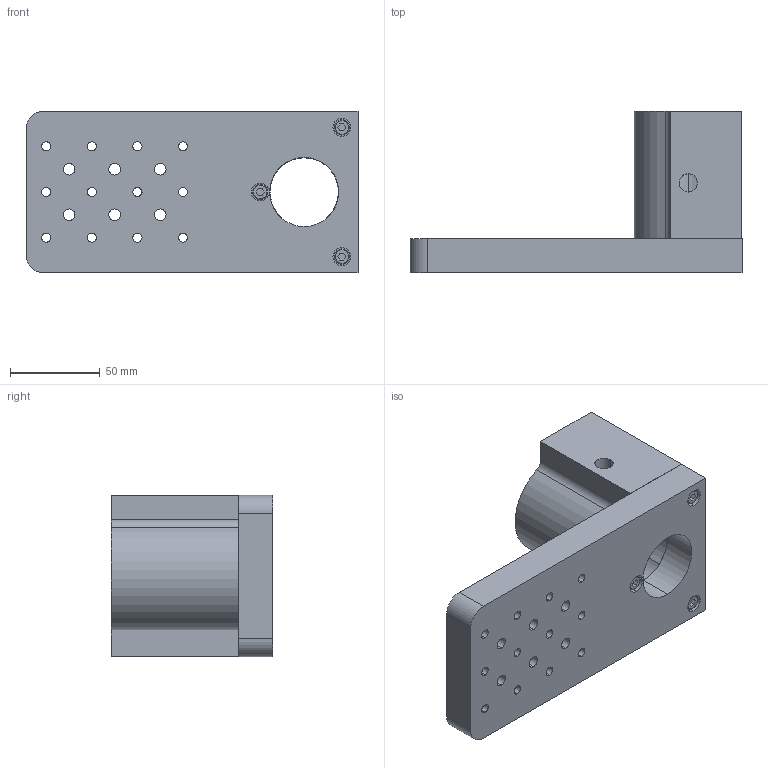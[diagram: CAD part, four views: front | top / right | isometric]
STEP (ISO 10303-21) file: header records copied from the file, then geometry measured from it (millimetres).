
FILE_DESCRIPTION (( 'STEP AP203' ), '1' );
FILE_NAME ('07UMP-1.STEP', '2016-04-26T02:27:28', ( '' ), ( '' ), 'SwSTEP 2.0', 'SolidWorks 2016', '' );
FILE_SCHEMA (( 'CONFIG_CONTROL_DESIGN' ));
Length unit declared in the file: millimetre
Products named in the file (1): 07UMP-1
Bounding box: 185 x 90 x 90 mm (x, y, z)
Volume: 485467 mm3; surface area: 88200.9 mm2
Topology: 5 solids, 5 shells, 178 faces, 441 edges, 270 vertices
Faces by surface type: cylinder 95, plane 47, cone 30, torus 6
Entity records: 5388 total; most frequent: DIRECTION 979, CARTESIAN_POINT 938, ORIENTED_EDGE 834, EDGE_CURVE 417, AXIS2_PLACEMENT_3D 385, VERTEX_POINT 270, EDGE_LOOP 247, VECTOR 209
